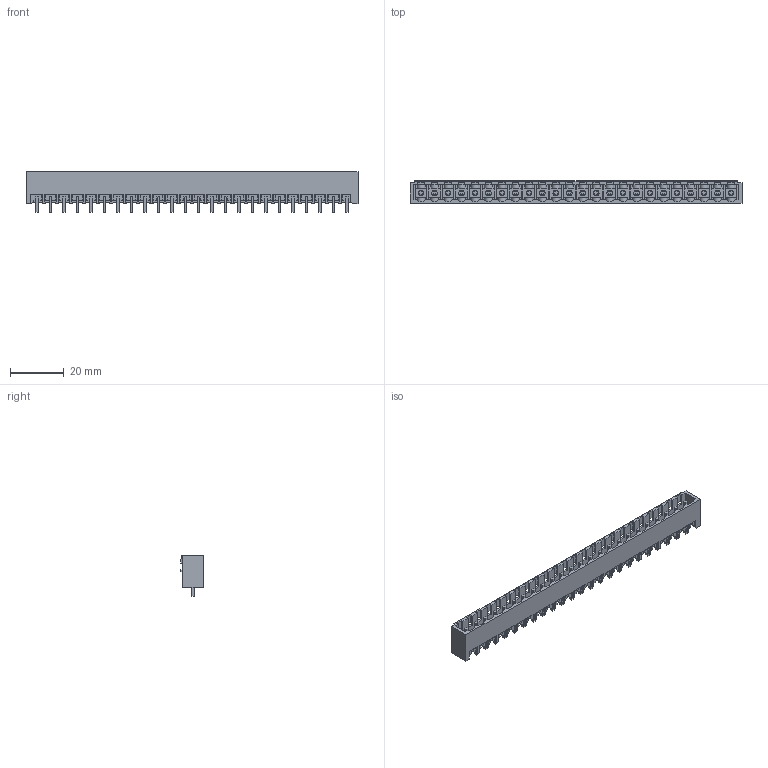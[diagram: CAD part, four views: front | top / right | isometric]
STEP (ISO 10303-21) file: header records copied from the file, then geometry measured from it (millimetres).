
FILE_DESCRIPTION(('CATIA V5 STEP Exchange','CAx-IF Rec.Pracs.--- Model Styling and Organization---1.2---2011-12-15'),'2;1');
FILE_NAME ('D1457155_0_1841380000_1841380000.stp','2018-04-11T11:17:19+00:00',('none'),('Weidmueller'),'CATIA Version 5-6 Release 2014','CATIA V5 STEP AP214','none');
FILE_SCHEMA(('AUTOMOTIVE_DESIGN { 1 0 10303 214 1 1 1 1 }'));
Length unit declared in the file: millimetre
Products named in the file (1): 1841380000
Bounding box: 123.2 x 8.43 x 15.2 mm (x, y, z)
Volume: 4335.4 mm3; surface area: 10608.8 mm2
Topology: 25 solids, 25 shells, 1645 faces, 5029 edges, 3388 vertices
Faces by surface type: plane 1387, cylinder 214, extrusion 44
Entity records: 52563 total; most frequent: CARTESIAN_POINT 11064, ORIENTED_EDGE 10058, DIRECTION 6382, EDGE_CURVE 5029, VECTOR 4188, LINE 4144, VERTEX_POINT 3388, EDGE_LOOP 1695
